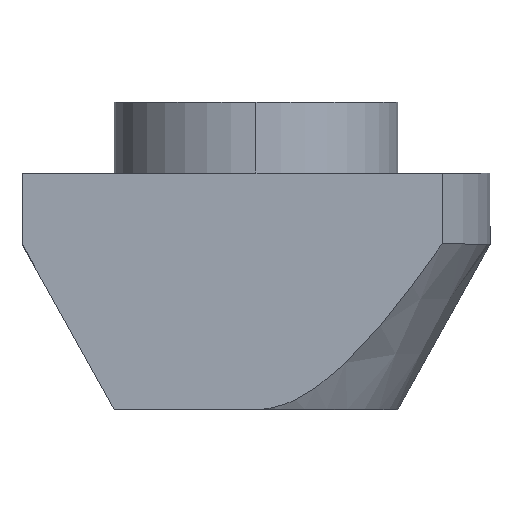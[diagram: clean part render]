
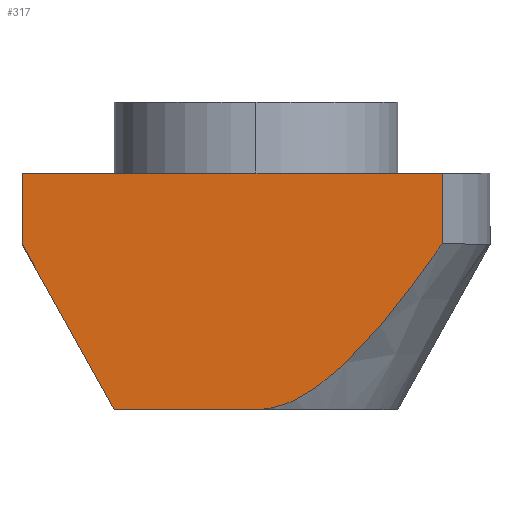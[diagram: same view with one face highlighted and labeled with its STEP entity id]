
A CAD part, top view. The second image highlights one B-rep face of the part: STEP entity #317.
In plain terms, the highlighted planar face has unit normal (0, 0, 1).
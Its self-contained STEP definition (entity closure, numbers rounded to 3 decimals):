
#5 = CARTESIAN_POINT ( 'NONE',  ( 3.937, -3., 3. ) ) ;
#14 = CARTESIAN_POINT ( 'NONE',  ( 0., -6.5, 3. ) ) ;
#21 = VECTOR ( 'NONE', #118, 1000. ) ;
#24 = ORIENTED_EDGE ( 'NONE', *, *, #601, .T. ) ;
#33 = ORIENTED_EDGE ( 'NONE', *, *, #283, .T. ) ;
#37 = CARTESIAN_POINT ( 'NONE',  ( 3.937, -6.5, 3. ) ) ;
#47 = EDGE_CURVE ( 'NONE', #632, #107, #301, .T. ) ;
#53 = VERTEX_POINT ( 'NONE', #473 ) ;
#82 = CARTESIAN_POINT ( 'NONE',  ( 0.229, -6.488, 3. ) ) ;
#85 = VERTEX_POINT ( 'NONE', #440 ) ;
#107 = VERTEX_POINT ( 'NONE', #542 ) ;
#108 = CARTESIAN_POINT ( 'NONE',  ( -4.95, -6.5, 3. ) ) ;
#118 = DIRECTION ( 'NONE',  ( 1., 0., 0. ) ) ;
#138 = CARTESIAN_POINT ( 'NONE',  ( 3.937, -1.5, 3. ) ) ;
#145 = EDGE_CURVE ( 'NONE', #632, #53, #621, .T. ) ;
#182 = CARTESIAN_POINT ( 'NONE',  ( 1.962, -5.456, 3. ) ) ;
#184 = VECTOR ( 'NONE', #345, 1000. ) ;
#185 = CARTESIAN_POINT ( 'NONE',  ( -3., -1.5, 3. ) ) ;
#193 = CARTESIAN_POINT ( 'NONE',  ( 0.879, -6.286, 3. ) ) ;
#194 = ORIENTED_EDGE ( 'NONE', *, *, #256, .T. ) ;
#221 = EDGE_CURVE ( 'NONE', #544, #85, #694, .T. ) ;
#232 = CARTESIAN_POINT ( 'NONE',  ( -4.95, -1.5, 3. ) ) ;
#236 = CARTESIAN_POINT ( 'NONE',  ( 3.678, -3.37, 3. ) ) ;
#247 = B_SPLINE_CURVE_WITH_KNOTS ( 'NONE', 3,
 ( #5, #236, #288, #462, #250, #684, #182, #574, #587, #631, #193, #408, #514, #82, #697, #14 ),
 .UNSPECIFIED., .F., .F.,
 ( 4, 2, 2, 2, 2, 2, 2, 4 ),
 ( 0.006, 0.008, 0.009, 0.01, 0.01, 0.011, 0.011, 0.012 ),
 .UNSPECIFIED. ) ;
#250 = CARTESIAN_POINT ( 'NONE',  ( 2.577, -4.799, 3. ) ) ;
#256 = EDGE_CURVE ( 'NONE', #458, #544, #443, .T. ) ;
#275 = ORIENTED_EDGE ( 'NONE', *, *, #221, .T. ) ;
#283 = EDGE_CURVE ( 'NONE', #85, #107, #510, .T. ) ;
#288 = CARTESIAN_POINT ( 'NONE',  ( 3.413, -3.736, 3. ) ) ;
#301 = LINE ( 'NONE', #522, #313 ) ;
#313 = VECTOR ( 'NONE', #647, 1000. ) ;
#317 = ADVANCED_FACE ( 'NONE', ( #403 ), #543, .F. ) ;
#325 = CARTESIAN_POINT ( 'NONE',  ( 3.937, -3., 3. ) ) ;
#345 = DIRECTION ( 'NONE',  ( -1., 0., 0. ) ) ;
#349 = AXIS2_PLACEMENT_3D ( 'NONE', #441, #488, #666 ) ;
#369 = EDGE_CURVE ( 'NONE', #649, #53, #247, .T. ) ;
#380 = CARTESIAN_POINT ( 'NONE',  ( 0., -1.5, 3. ) ) ;
#389 = ORIENTED_EDGE ( 'NONE', *, *, #47, .F. ) ;
#393 = VECTOR ( 'NONE', #412, 1000. ) ;
#403 = FACE_OUTER_BOUND ( 'NONE', #552, .T. ) ;
#408 = CARTESIAN_POINT ( 'NONE',  ( 0.561, -6.41, 3. ) ) ;
#412 = DIRECTION ( 'NONE',  ( -1., 0., 0. ) ) ;
#432 = DIRECTION ( 'NONE',  ( 0., 1., 0. ) ) ;
#439 = CARTESIAN_POINT ( 'NONE',  ( -3., -6.5, 3. ) ) ;
#440 = CARTESIAN_POINT ( 'NONE',  ( -4.95, -1.5, 3. ) ) ;
#441 = CARTESIAN_POINT ( 'NONE',  ( 0., 0., 3. ) ) ;
#443 = LINE ( 'NONE', #608, #184 ) ;
#458 = VERTEX_POINT ( 'NONE', #138 ) ;
#462 = CARTESIAN_POINT ( 'NONE',  ( 2.862, -4.45, 3. ) ) ;
#473 = CARTESIAN_POINT ( 'NONE',  ( 0., -6.5, 3. ) ) ;
#488 = DIRECTION ( 'NONE',  ( 0., 0., -1. ) ) ;
#510 = LINE ( 'NONE', #232, #719 ) ;
#514 = CARTESIAN_POINT ( 'NONE',  ( 0.452, -6.443, 3. ) ) ;
#522 = CARTESIAN_POINT ( 'NONE',  ( -3., -6.5, 3. ) ) ;
#542 = CARTESIAN_POINT ( 'NONE',  ( -4.95, -3., 3. ) ) ;
#543 = PLANE ( 'NONE',  #349 ) ;
#544 = VERTEX_POINT ( 'NONE', #380 ) ;
#552 = EDGE_LOOP ( 'NONE', ( #389, #674, #664, #24, #194, #275, #33 ) ) ;
#567 = VECTOR ( 'NONE', #432, 1000. ) ;
#574 = CARTESIAN_POINT ( 'NONE',  ( 1.629, -5.763, 3. ) ) ;
#587 = CARTESIAN_POINT ( 'NONE',  ( 1.452, -5.91, 3. ) ) ;
#601 = EDGE_CURVE ( 'NONE', #649, #458, #705, .T. ) ;
#608 = CARTESIAN_POINT ( 'NONE',  ( 3., -1.5, 3. ) ) ;
#621 = LINE ( 'NONE', #108, #21 ) ;
#631 = CARTESIAN_POINT ( 'NONE',  ( 1.079, -6.171, 3. ) ) ;
#632 = VERTEX_POINT ( 'NONE', #439 ) ;
#647 = DIRECTION ( 'NONE',  ( -0.487, 0.874, 0. ) ) ;
#649 = VERTEX_POINT ( 'NONE', #325 ) ;
#664 = ORIENTED_EDGE ( 'NONE', *, *, #369, .F. ) ;
#666 = DIRECTION ( 'NONE',  ( -1., 0., 0. ) ) ;
#674 = ORIENTED_EDGE ( 'NONE', *, *, #145, .T. ) ;
#684 = CARTESIAN_POINT ( 'NONE',  ( 2.119, -5.295, 3. ) ) ;
#694 = LINE ( 'NONE', #185, #393 ) ;
#697 = CARTESIAN_POINT ( 'NONE',  ( 0.113, -6.5, 3. ) ) ;
#705 = LINE ( 'NONE', #37, #567 ) ;
#715 = DIRECTION ( 'NONE',  ( 0., -1., 0. ) ) ;
#719 = VECTOR ( 'NONE', #715, 1000. ) ;
